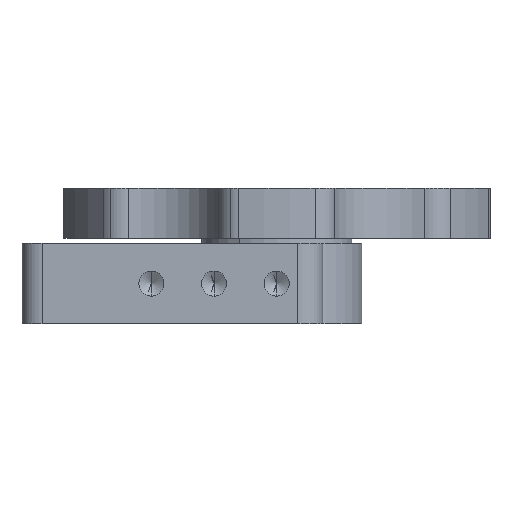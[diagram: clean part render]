
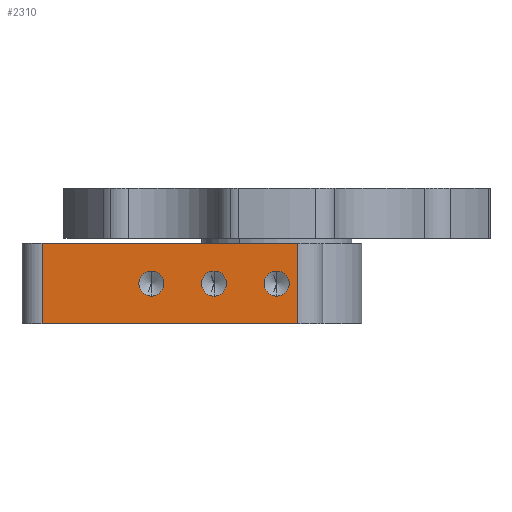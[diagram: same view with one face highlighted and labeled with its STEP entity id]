
A CAD part, front view. The second image highlights one B-rep face of the part: STEP entity #2310.
In plain terms, the highlighted planar face has unit normal (0, -1, 0).
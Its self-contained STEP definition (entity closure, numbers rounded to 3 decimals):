
#299 = ORIENTED_EDGE ( 'NONE', *, *, #12648, .F. ) ;
#406 = ORIENTED_EDGE ( 'NONE', *, *, #7520, .F. ) ;
#453 = AXIS2_PLACEMENT_3D ( 'NONE', #13885, #7982, #11616 ) ;
#624 = DIRECTION ( 'NONE',  ( 0., 0., -1. ) ) ;
#814 = EDGE_LOOP ( 'NONE', ( #15341, #2600 ) ) ;
#902 = EDGE_LOOP ( 'NONE', ( #8265, #9769, #8505, #12242 ) ) ;
#1516 = DIRECTION ( 'NONE',  ( 0., -1., 0. ) ) ;
#1833 = CARTESIAN_POINT ( 'NONE',  ( -12.5, -50.8, -10.5 ) ) ;
#1995 = DIRECTION ( 'NONE',  ( 0., -1., 0. ) ) ;
#2102 = DIRECTION ( 'NONE',  ( 0., 0., 1. ) ) ;
#2310 = ADVANCED_FACE ( 'NONE', ( #3718, #9752, #7686, #9004 ), #8327, .T. ) ;
#2458 = DIRECTION ( 'NONE',  ( 1., 0., 0. ) ) ;
#2600 = ORIENTED_EDGE ( 'NONE', *, *, #12459, .F. ) ;
#2672 = CARTESIAN_POINT ( 'NONE',  ( -12.5, -50.8, -8. ) ) ;
#2832 = AXIS2_PLACEMENT_3D ( 'NONE', #15664, #12167, #2458 ) ;
#2924 = ORIENTED_EDGE ( 'NONE', *, *, #6084, .F. ) ;
#3160 = VERTEX_POINT ( 'NONE', #6069 ) ;
#3268 = CARTESIAN_POINT ( 'NONE',  ( -25., -50.8, -10.5 ) ) ;
#3445 = EDGE_CURVE ( 'NONE', #11404, #4073, #9910, .T. ) ;
#3588 = CIRCLE ( 'NONE', #8025, 2.5 ) ;
#3718 = FACE_BOUND ( 'NONE', #6934, .T. ) ;
#3782 = CARTESIAN_POINT ( 'NONE',  ( 0., -50.8, -8. ) ) ;
#3843 = VERTEX_POINT ( 'NONE', #11531 ) ;
#4048 = LINE ( 'NONE', #5050, #9143 ) ;
#4073 = VERTEX_POINT ( 'NONE', #13247 ) ;
#4578 = AXIS2_PLACEMENT_3D ( 'NONE', #2672, #1516, #8689 ) ;
#4683 = CARTESIAN_POINT ( 'NONE',  ( 0., -50.8, -5.5 ) ) ;
#4853 = EDGE_CURVE ( 'NONE', #3160, #3843, #4048, .T. ) ;
#4971 = ORIENTED_EDGE ( 'NONE', *, *, #12439, .F. ) ;
#5050 = CARTESIAN_POINT ( 'NONE',  ( -16.912, -50.8, 0. ) ) ;
#5154 = DIRECTION ( 'NONE',  ( 0., -1., 0. ) ) ;
#5293 = CIRCLE ( 'NONE', #9918, 2.5 ) ;
#5350 = EDGE_CURVE ( 'NONE', #14163, #3843, #9231, .T. ) ;
#5363 = CARTESIAN_POINT ( 'NONE',  ( -25., -50.8, -8. ) ) ;
#6069 = CARTESIAN_POINT ( 'NONE',  ( -46.8, -50.8, 0. ) ) ;
#6084 = EDGE_CURVE ( 'NONE', #9252, #14688, #12026, .T. ) ;
#6270 = DIRECTION ( 'NONE',  ( 1., 0., 0. ) ) ;
#6458 = VECTOR ( 'NONE', #2102, 1000. ) ;
#6491 = EDGE_CURVE ( 'NONE', #9058, #3160, #10966, .T. ) ;
#6934 = EDGE_LOOP ( 'NONE', ( #406, #299 ) ) ;
#7520 = EDGE_CURVE ( 'NONE', #11490, #12651, #12461, .T. ) ;
#7686 = FACE_BOUND ( 'NONE', #11320, .T. ) ;
#7982 = DIRECTION ( 'NONE',  ( 0., -1., 0. ) ) ;
#8025 = AXIS2_PLACEMENT_3D ( 'NONE', #3782, #5154, #9926 ) ;
#8265 = ORIENTED_EDGE ( 'NONE', *, *, #4853, .F. ) ;
#8327 = PLANE ( 'NONE',  #2832 ) ;
#8505 = ORIENTED_EDGE ( 'NONE', *, *, #10309, .T. ) ;
#8689 = DIRECTION ( 'NONE',  ( 0., 0., -1. ) ) ;
#9004 = FACE_OUTER_BOUND ( 'NONE', #902, .T. ) ;
#9058 = VERTEX_POINT ( 'NONE', #10546 ) ;
#9143 = VECTOR ( 'NONE', #6270, 1000. ) ;
#9231 = LINE ( 'NONE', #14203, #15277 ) ;
#9252 = VERTEX_POINT ( 'NONE', #14505 ) ;
#9752 = FACE_BOUND ( 'NONE', #814, .T. ) ;
#9769 = ORIENTED_EDGE ( 'NONE', *, *, #6491, .F. ) ;
#9858 = LINE ( 'NONE', #11164, #14781 ) ;
#9910 = CIRCLE ( 'NONE', #14113, 2.5 ) ;
#9918 = AXIS2_PLACEMENT_3D ( 'NONE', #5363, #13694, #11380 ) ;
#9926 = DIRECTION ( 'NONE',  ( 0., 0., -1. ) ) ;
#10182 = CARTESIAN_POINT ( 'NONE',  ( 0., -50.8, -8. ) ) ;
#10252 = CARTESIAN_POINT ( 'NONE',  ( -25., -50.8, -5.5 ) ) ;
#10309 = EDGE_CURVE ( 'NONE', #9058, #14163, #9858, .T. ) ;
#10544 = CARTESIAN_POINT ( 'NONE',  ( -46.8, -50.8, -16. ) ) ;
#10546 = CARTESIAN_POINT ( 'NONE',  ( -46.8, -50.8, -16. ) ) ;
#10756 = CIRCLE ( 'NONE', #4578, 2.5 ) ;
#10966 = LINE ( 'NONE', #10544, #6458 ) ;
#11046 = DIRECTION ( 'NONE',  ( 1., 0., 0. ) ) ;
#11164 = CARTESIAN_POINT ( 'NONE',  ( -16.912, -50.8, -16. ) ) ;
#11320 = EDGE_LOOP ( 'NONE', ( #2924, #4971 ) ) ;
#11380 = DIRECTION ( 'NONE',  ( 0., 0., -1. ) ) ;
#11404 = VERTEX_POINT ( 'NONE', #1833 ) ;
#11490 = VERTEX_POINT ( 'NONE', #3268 ) ;
#11531 = CARTESIAN_POINT ( 'NONE',  ( 4.2, -50.8, 0. ) ) ;
#11616 = DIRECTION ( 'NONE',  ( 0., 0., -1. ) ) ;
#11620 = AXIS2_PLACEMENT_3D ( 'NONE', #10182, #15045, #624 ) ;
#12026 = CIRCLE ( 'NONE', #11620, 2.5 ) ;
#12131 = CARTESIAN_POINT ( 'NONE',  ( 4.2, -50.8, -16. ) ) ;
#12167 = DIRECTION ( 'NONE',  ( 0., -1., 0. ) ) ;
#12242 = ORIENTED_EDGE ( 'NONE', *, *, #5350, .T. ) ;
#12439 = EDGE_CURVE ( 'NONE', #14688, #9252, #3588, .T. ) ;
#12459 = EDGE_CURVE ( 'NONE', #4073, #11404, #10756, .T. ) ;
#12461 = CIRCLE ( 'NONE', #453, 2.5 ) ;
#12648 = EDGE_CURVE ( 'NONE', #12651, #11490, #5293, .T. ) ;
#12651 = VERTEX_POINT ( 'NONE', #10252 ) ;
#13247 = CARTESIAN_POINT ( 'NONE',  ( -12.5, -50.8, -5.5 ) ) ;
#13694 = DIRECTION ( 'NONE',  ( 0., -1., 0. ) ) ;
#13885 = CARTESIAN_POINT ( 'NONE',  ( -25., -50.8, -8. ) ) ;
#13935 = CARTESIAN_POINT ( 'NONE',  ( -12.5, -50.8, -8. ) ) ;
#14113 = AXIS2_PLACEMENT_3D ( 'NONE', #13935, #1995, #15150 ) ;
#14163 = VERTEX_POINT ( 'NONE', #12131 ) ;
#14203 = CARTESIAN_POINT ( 'NONE',  ( 4.2, -50.8, -16. ) ) ;
#14505 = CARTESIAN_POINT ( 'NONE',  ( 0., -50.8, -10.5 ) ) ;
#14688 = VERTEX_POINT ( 'NONE', #4683 ) ;
#14781 = VECTOR ( 'NONE', #11046, 1000. ) ;
#15045 = DIRECTION ( 'NONE',  ( 0., -1., 0. ) ) ;
#15150 = DIRECTION ( 'NONE',  ( 0., 0., -1. ) ) ;
#15178 = DIRECTION ( 'NONE',  ( 0., 0., 1. ) ) ;
#15277 = VECTOR ( 'NONE', #15178, 1000. ) ;
#15341 = ORIENTED_EDGE ( 'NONE', *, *, #3445, .F. ) ;
#15664 = CARTESIAN_POINT ( 'NONE',  ( -16.912, -50.8, -16. ) ) ;
